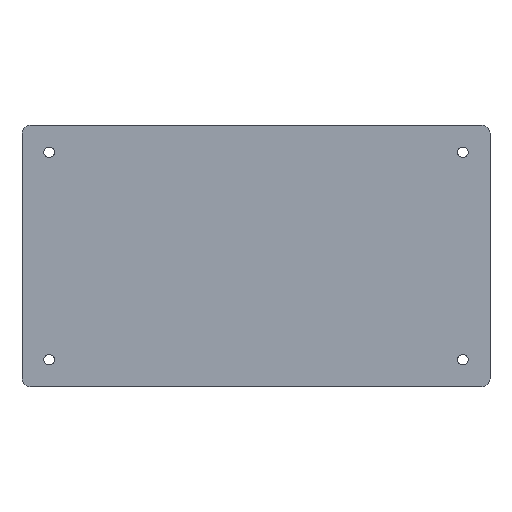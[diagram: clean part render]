
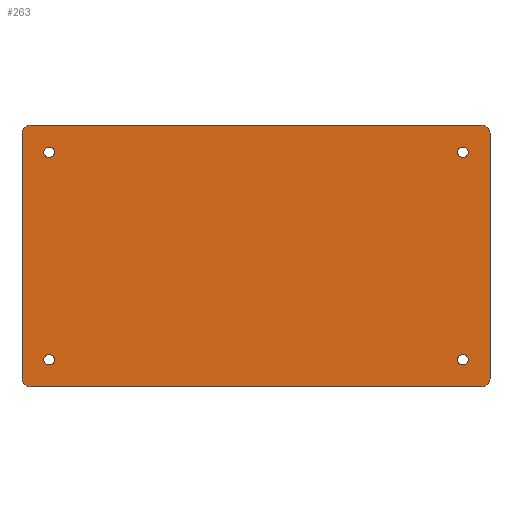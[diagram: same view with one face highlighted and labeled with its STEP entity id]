
A CAD part, front view. The second image highlights one B-rep face of the part: STEP entity #263.
In plain terms, the highlighted planar face has unit normal (0, -1, 0).
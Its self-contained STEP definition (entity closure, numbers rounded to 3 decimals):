
#15=FACE_BOUND('',#46,.T.);
#16=FACE_BOUND('',#47,.T.);
#17=FACE_BOUND('',#48,.T.);
#18=FACE_BOUND('',#49,.T.);
#24=PLANE('',#293);
#31=FACE_OUTER_BOUND('',#45,.T.);
#45=EDGE_LOOP('',(#189,#190,#191,#192,#193,#194,#195,#196));
#46=EDGE_LOOP('',(#197));
#47=EDGE_LOOP('',(#198));
#48=EDGE_LOOP('',(#199));
#49=EDGE_LOOP('',(#200));
#67=LINE('',#413,#87);
#70=LINE('',#419,#90);
#71=LINE('',#423,#91);
#72=LINE('',#427,#92);
#87=VECTOR('',#331,10.);
#90=VECTOR('',#336,10.);
#91=VECTOR('',#339,10.);
#92=VECTOR('',#342,10.);
#106=CIRCLE('',#291,2.5);
#107=CIRCLE('',#294,2.5);
#108=CIRCLE('',#295,2.5);
#109=CIRCLE('',#296,2.5);
#110=CIRCLE('',#297,1.6);
#111=CIRCLE('',#298,1.6);
#112=CIRCLE('',#299,1.6);
#113=CIRCLE('',#300,1.6);
#123=VERTEX_POINT('',#406);
#124=VERTEX_POINT('',#408);
#125=VERTEX_POINT('',#412);
#127=VERTEX_POINT('',#418);
#128=VERTEX_POINT('',#420);
#129=VERTEX_POINT('',#422);
#130=VERTEX_POINT('',#424);
#131=VERTEX_POINT('',#426);
#132=VERTEX_POINT('',#429);
#133=VERTEX_POINT('',#431);
#134=VERTEX_POINT('',#433);
#135=VERTEX_POINT('',#435);
#147=EDGE_CURVE('',#123,#124,#106,.T.);
#149=EDGE_CURVE('',#124,#125,#67,.T.);
#152=EDGE_CURVE('',#127,#123,#70,.T.);
#153=EDGE_CURVE('',#128,#127,#107,.T.);
#154=EDGE_CURVE('',#129,#128,#71,.T.);
#155=EDGE_CURVE('',#130,#129,#108,.T.);
#156=EDGE_CURVE('',#131,#130,#72,.T.);
#157=EDGE_CURVE('',#125,#131,#109,.T.);
#158=EDGE_CURVE('',#132,#132,#110,.T.);
#159=EDGE_CURVE('',#133,#133,#111,.T.);
#160=EDGE_CURVE('',#134,#134,#112,.T.);
#161=EDGE_CURVE('',#135,#135,#113,.T.);
#189=ORIENTED_EDGE('',*,*,#147,.F.);
#190=ORIENTED_EDGE('',*,*,#152,.F.);
#191=ORIENTED_EDGE('',*,*,#153,.F.);
#192=ORIENTED_EDGE('',*,*,#154,.F.);
#193=ORIENTED_EDGE('',*,*,#155,.F.);
#194=ORIENTED_EDGE('',*,*,#156,.F.);
#195=ORIENTED_EDGE('',*,*,#157,.F.);
#196=ORIENTED_EDGE('',*,*,#149,.F.);
#197=ORIENTED_EDGE('',*,*,#158,.F.);
#198=ORIENTED_EDGE('',*,*,#159,.F.);
#199=ORIENTED_EDGE('',*,*,#160,.F.);
#200=ORIENTED_EDGE('',*,*,#161,.F.);
#263=ADVANCED_FACE('',(#31,#15,#16,#17,#18),#24,.F.);
#291=AXIS2_PLACEMENT_3D('',#409,#326,#327);
#293=AXIS2_PLACEMENT_3D('',#417,#334,#335);
#294=AXIS2_PLACEMENT_3D('',#421,#337,#338);
#295=AXIS2_PLACEMENT_3D('',#425,#340,#341);
#296=AXIS2_PLACEMENT_3D('',#428,#343,#344);
#297=AXIS2_PLACEMENT_3D('',#430,#345,#346);
#298=AXIS2_PLACEMENT_3D('',#432,#347,#348);
#299=AXIS2_PLACEMENT_3D('',#434,#349,#350);
#300=AXIS2_PLACEMENT_3D('',#436,#351,#352);
#326=DIRECTION('center_axis',(0.,1.,0.));
#327=DIRECTION('ref_axis',(-0.707,0.,-0.707));
#331=DIRECTION('',(0.,0.,1.));
#334=DIRECTION('center_axis',(0.,1.,0.));
#335=DIRECTION('ref_axis',(1.,0.,0.));
#336=DIRECTION('',(-1.,0.,0.));
#337=DIRECTION('center_axis',(0.,1.,0.));
#338=DIRECTION('ref_axis',(0.707,0.,-0.707));
#339=DIRECTION('',(0.,0.,-1.));
#340=DIRECTION('center_axis',(0.,1.,0.));
#341=DIRECTION('ref_axis',(0.707,0.,0.707));
#342=DIRECTION('',(1.,0.,0.));
#343=DIRECTION('center_axis',(0.,1.,0.));
#344=DIRECTION('ref_axis',(-0.707,0.,0.707));
#345=DIRECTION('center_axis',(0.,-1.,0.));
#346=DIRECTION('ref_axis',(1.,0.,0.));
#347=DIRECTION('center_axis',(0.,-1.,0.));
#348=DIRECTION('ref_axis',(1.,0.,0.));
#349=DIRECTION('center_axis',(0.,-1.,0.));
#350=DIRECTION('ref_axis',(1.,0.,0.));
#351=DIRECTION('center_axis',(0.,-1.,0.));
#352=DIRECTION('ref_axis',(1.,0.,0.));
#406=CARTESIAN_POINT('',(2.5,0.,-79.5));
#408=CARTESIAN_POINT('',(0.,0.,-77.));
#409=CARTESIAN_POINT('Origin',(2.5,0.,-77.));
#412=CARTESIAN_POINT('',(0.,0.,-2.5));
#413=CARTESIAN_POINT('',(0.,0.,-79.5));
#417=CARTESIAN_POINT('Origin',(71.079,0.,-39.75));
#418=CARTESIAN_POINT('',(139.658,0.,-79.5));
#419=CARTESIAN_POINT('',(142.158,0.,-79.5));
#420=CARTESIAN_POINT('',(142.158,0.,-77.));
#421=CARTESIAN_POINT('Origin',(139.658,0.,-77.));
#422=CARTESIAN_POINT('',(142.158,0.,-2.5));
#423=CARTESIAN_POINT('',(142.158,0.,0.));
#424=CARTESIAN_POINT('',(139.658,0.,0.));
#425=CARTESIAN_POINT('Origin',(139.658,0.,-2.5));
#426=CARTESIAN_POINT('',(2.5,0.,0.));
#427=CARTESIAN_POINT('',(0.,0.,0.));
#428=CARTESIAN_POINT('Origin',(2.5,0.,-2.5));
#429=CARTESIAN_POINT('',(132.308,0.,-8.25));
#430=CARTESIAN_POINT('Origin',(133.908,0.,-8.25));
#431=CARTESIAN_POINT('',(132.308,0.,-71.25));
#432=CARTESIAN_POINT('Origin',(133.908,0.,-71.25));
#433=CARTESIAN_POINT('',(6.65,0.,-71.25));
#434=CARTESIAN_POINT('Origin',(8.25,0.,-71.25));
#435=CARTESIAN_POINT('',(6.65,0.,-8.25));
#436=CARTESIAN_POINT('Origin',(8.25,0.,-8.25));
